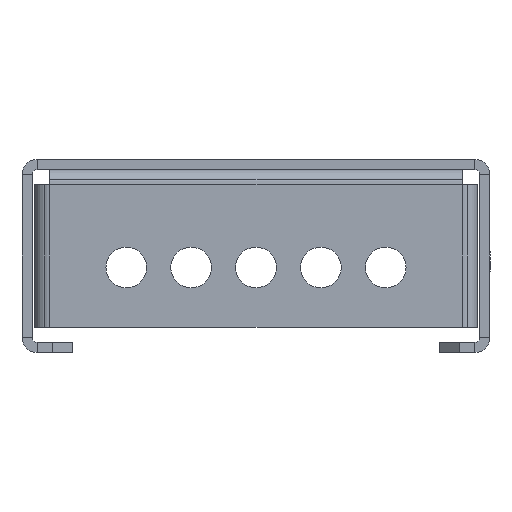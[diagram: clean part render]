
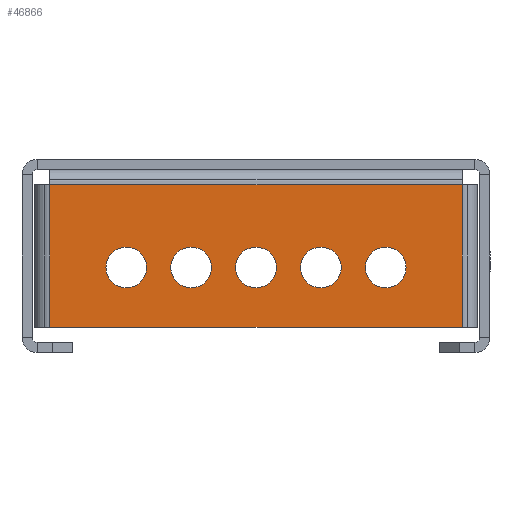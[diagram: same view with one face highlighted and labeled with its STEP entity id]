
A CAD part, front view. The second image highlights one B-rep face of the part: STEP entity #46866.
In plain terms, the highlighted planar face has unit normal (0, -1, 0).
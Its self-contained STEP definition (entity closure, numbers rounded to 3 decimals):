
#872 = CIRCLE ( 'NONE', #2553, 4. ) ;
#2423 = VECTOR ( 'NONE', #5442, 1000. ) ;
#2553 = AXIS2_PLACEMENT_3D ( 'NONE', #101045, #29825, #6992 ) ;
#2606 = DIRECTION ( 'NONE',  ( 0., 0., 1. ) ) ;
#2900 = AXIS2_PLACEMENT_3D ( 'NONE', #89150, #66870, #58584 ) ;
#3276 = ORIENTED_EDGE ( 'NONE', *, *, #38300, .T. ) ;
#3465 = VECTOR ( 'NONE', #5317, 1000. ) ;
#3545 = CARTESIAN_POINT ( 'NONE',  ( 0., -845.25, -25.25 ) ) ;
#4321 = VERTEX_POINT ( 'NONE', #97096 ) ;
#5317 = DIRECTION ( 'NONE',  ( -1., 0., 0. ) ) ;
#5442 = DIRECTION ( 'NONE',  ( -1., 0., 0. ) ) ;
#5684 = DIRECTION ( 'NONE',  ( 0., 1., 0. ) ) ;
#6052 = DIRECTION ( 'NONE',  ( 0., 0., -1. ) ) ;
#6992 = DIRECTION ( 'NONE',  ( 0., 0., -1. ) ) ;
#10238 = EDGE_CURVE ( 'NONE', #38141, #56590, #94350, .T. ) ;
#10364 = FACE_BOUND ( 'NONE', #91654, .T. ) ;
#10534 = AXIS2_PLACEMENT_3D ( 'NONE', #102597, #78145, #64170 ) ;
#12465 = ORIENTED_EDGE ( 'NONE', *, *, #69751, .T. ) ;
#13565 = DIRECTION ( 'NONE',  ( 0., 1., 0. ) ) ;
#13912 = CARTESIAN_POINT ( 'NONE',  ( -12.75, -845.25, -21.25 ) ) ;
#14921 = CARTESIAN_POINT ( 'NONE',  ( -12.75, -845.25, -17.25 ) ) ;
#16801 = DIRECTION ( 'NONE',  ( 0., 0., -1. ) ) ;
#17425 = ORIENTED_EDGE ( 'NONE', *, *, #95710, .T. ) ;
#18750 = CIRCLE ( 'NONE', #81745, 4. ) ;
#19446 = EDGE_LOOP ( 'NONE', ( #31589, #17425 ) ) ;
#19694 = DIRECTION ( 'NONE',  ( 0., -1., 0. ) ) ;
#20711 = DIRECTION ( 'NONE',  ( 0., 0., -1. ) ) ;
#25515 = EDGE_CURVE ( 'NONE', #78218, #49544, #100164, .T. ) ;
#25885 = DIRECTION ( 'NONE',  ( 0., 0., -1. ) ) ;
#26124 = CIRCLE ( 'NONE', #2900, 4. ) ;
#26918 = VERTEX_POINT ( 'NONE', #68650 ) ;
#28053 = CIRCLE ( 'NONE', #91040, 4. ) ;
#29197 = EDGE_CURVE ( 'NONE', #54171, #82703, #99316, .T. ) ;
#29825 = DIRECTION ( 'NONE',  ( 0., 1., 0. ) ) ;
#30169 = CARTESIAN_POINT ( 'NONE',  ( 40.5, -845.25, -5. ) ) ;
#31277 = AXIS2_PLACEMENT_3D ( 'NONE', #48535, #96247, #80100 ) ;
#31589 = ORIENTED_EDGE ( 'NONE', *, *, #37286, .T. ) ;
#32448 = EDGE_LOOP ( 'NONE', ( #95420, #101597 ) ) ;
#32630 = CIRCLE ( 'NONE', #75814, 4. ) ;
#36973 = CARTESIAN_POINT ( 'NONE',  ( -25.5, -845.25, -17.25 ) ) ;
#37286 = EDGE_CURVE ( 'NONE', #78637, #40454, #872, .T. ) ;
#38141 = VERTEX_POINT ( 'NONE', #67836 ) ;
#38300 = EDGE_CURVE ( 'NONE', #49544, #78218, #32630, .T. ) ;
#38669 = EDGE_CURVE ( 'NONE', #89515, #74993, #26124, .T. ) ;
#38721 = ORIENTED_EDGE ( 'NONE', *, *, #38669, .T. ) ;
#40258 = EDGE_CURVE ( 'NONE', #99562, #51197, #28053, .T. ) ;
#40454 = VERTEX_POINT ( 'NONE', #36973 ) ;
#40583 = EDGE_CURVE ( 'NONE', #4321, #26918, #57251, .T. ) ;
#41714 = AXIS2_PLACEMENT_3D ( 'NONE', #59246, #19694, #51451 ) ;
#42102 = FACE_BOUND ( 'NONE', #75056, .T. ) ;
#43137 = FACE_BOUND ( 'NONE', #19446, .T. ) ;
#43637 = FACE_BOUND ( 'NONE', #32448, .T. ) ;
#45257 = ORIENTED_EDGE ( 'NONE', *, *, #10238, .T. ) ;
#45554 = CARTESIAN_POINT ( 'NONE',  ( 12.75, -845.25, -21.25 ) ) ;
#45613 = CIRCLE ( 'NONE', #78685, 4. ) ;
#46866 = ADVANCED_FACE ( 'NONE', ( #10364, #43137, #51965, #43637, #42102, #74768 ), #81487, .T. ) ;
#48535 = CARTESIAN_POINT ( 'NONE',  ( -12.75, -845.25, -21.25 ) ) ;
#49053 = DIRECTION ( 'NONE',  ( 0., 1., 0. ) ) ;
#49544 = VERTEX_POINT ( 'NONE', #73369 ) ;
#49844 = CARTESIAN_POINT ( 'NONE',  ( 0., -845.25, -21.25 ) ) ;
#49948 = AXIS2_PLACEMENT_3D ( 'NONE', #63573, #49053, #89433 ) ;
#50534 = CARTESIAN_POINT ( 'NONE',  ( -25.5, -845.25, -25.25 ) ) ;
#50782 = ORIENTED_EDGE ( 'NONE', *, *, #68362, .F. ) ;
#51197 = VERTEX_POINT ( 'NONE', #70476 ) ;
#51451 = DIRECTION ( 'NONE',  ( 0., 0., 1. ) ) ;
#51915 = EDGE_LOOP ( 'NONE', ( #45257, #72947, #71187, #50782 ) ) ;
#51965 = FACE_BOUND ( 'NONE', #83693, .T. ) ;
#54171 = VERTEX_POINT ( 'NONE', #14921 ) ;
#54190 = EDGE_CURVE ( 'NONE', #82703, #54171, #45613, .T. ) ;
#56408 = CARTESIAN_POINT ( 'NONE',  ( 25.5, -845.25, -21.25 ) ) ;
#56590 = VERTEX_POINT ( 'NONE', #86890 ) ;
#57145 = VECTOR ( 'NONE', #93832, 1000. ) ;
#57251 = LINE ( 'NONE', #88801, #58079 ) ;
#58079 = VECTOR ( 'NONE', #2606, 1000. ) ;
#58584 = DIRECTION ( 'NONE',  ( 0., 0., -1. ) ) ;
#59246 = CARTESIAN_POINT ( 'NONE',  ( 0., -845.25, -2. ) ) ;
#60412 = AXIS2_PLACEMENT_3D ( 'NONE', #49844, #65910, #25885 ) ;
#60701 = ORIENTED_EDGE ( 'NONE', *, *, #25515, .T. ) ;
#61559 = CARTESIAN_POINT ( 'NONE',  ( -43.5, -845.25, -33. ) ) ;
#63573 = CARTESIAN_POINT ( 'NONE',  ( -25.5, -845.25, -21.25 ) ) ;
#63957 = CARTESIAN_POINT ( 'NONE',  ( 12.75, -845.25, -25.25 ) ) ;
#64170 = DIRECTION ( 'NONE',  ( 0., 0., -1. ) ) ;
#65165 = DIRECTION ( 'NONE',  ( 0., 1., 0. ) ) ;
#65595 = ORIENTED_EDGE ( 'NONE', *, *, #40258, .T. ) ;
#65910 = DIRECTION ( 'NONE',  ( 0., 1., 0. ) ) ;
#66870 = DIRECTION ( 'NONE',  ( 0., 1., 0. ) ) ;
#67836 = CARTESIAN_POINT ( 'NONE',  ( 40.5, -845.25, -33. ) ) ;
#68362 = EDGE_CURVE ( 'NONE', #38141, #4321, #94721, .T. ) ;
#68650 = CARTESIAN_POINT ( 'NONE',  ( -40.5, -845.25, -5. ) ) ;
#69751 = EDGE_CURVE ( 'NONE', #51197, #99562, #85224, .T. ) ;
#70476 = CARTESIAN_POINT ( 'NONE',  ( 0., -845.25, -17.25 ) ) ;
#71187 = ORIENTED_EDGE ( 'NONE', *, *, #40583, .F. ) ;
#72282 = ORIENTED_EDGE ( 'NONE', *, *, #77460, .T. ) ;
#72947 = ORIENTED_EDGE ( 'NONE', *, *, #95943, .T. ) ;
#73369 = CARTESIAN_POINT ( 'NONE',  ( 25.5, -845.25, -25.25 ) ) ;
#74768 = FACE_OUTER_BOUND ( 'NONE', #51915, .T. ) ;
#74993 = VERTEX_POINT ( 'NONE', #98401 ) ;
#75056 = EDGE_LOOP ( 'NONE', ( #38721, #72282 ) ) ;
#75814 = AXIS2_PLACEMENT_3D ( 'NONE', #56408, #65165, #16801 ) ;
#77186 = DIRECTION ( 'NONE',  ( 0., 1., 0. ) ) ;
#77460 = EDGE_CURVE ( 'NONE', #74993, #89515, #18750, .T. ) ;
#77702 = CARTESIAN_POINT ( 'NONE',  ( 25.5, -845.25, -17.25 ) ) ;
#78145 = DIRECTION ( 'NONE',  ( 0., 1., 0. ) ) ;
#78218 = VERTEX_POINT ( 'NONE', #77702 ) ;
#78637 = VERTEX_POINT ( 'NONE', #50534 ) ;
#78685 = AXIS2_PLACEMENT_3D ( 'NONE', #13912, #5684, #20711 ) ;
#80100 = DIRECTION ( 'NONE',  ( 0., 0., -1. ) ) ;
#81487 = PLANE ( 'NONE',  #41714 ) ;
#81745 = AXIS2_PLACEMENT_3D ( 'NONE', #45554, #77186, #6052 ) ;
#82703 = VERTEX_POINT ( 'NONE', #89391 ) ;
#83693 = EDGE_LOOP ( 'NONE', ( #65595, #12465 ) ) ;
#84706 = CIRCLE ( 'NONE', #49948, 4. ) ;
#85224 = CIRCLE ( 'NONE', #60412, 4. ) ;
#86890 = CARTESIAN_POINT ( 'NONE',  ( 40.5, -845.25, -5. ) ) ;
#88801 = CARTESIAN_POINT ( 'NONE',  ( -40.5, -845.25, -5. ) ) ;
#89150 = CARTESIAN_POINT ( 'NONE',  ( 12.75, -845.25, -21.25 ) ) ;
#89391 = CARTESIAN_POINT ( 'NONE',  ( -12.75, -845.25, -25.25 ) ) ;
#89433 = DIRECTION ( 'NONE',  ( 0., 0., -1. ) ) ;
#89515 = VERTEX_POINT ( 'NONE', #63957 ) ;
#91040 = AXIS2_PLACEMENT_3D ( 'NONE', #93024, #13565, #99837 ) ;
#91654 = EDGE_LOOP ( 'NONE', ( #3276, #60701 ) ) ;
#93024 = CARTESIAN_POINT ( 'NONE',  ( 0., -845.25, -21.25 ) ) ;
#93832 = DIRECTION ( 'NONE',  ( 0., 0., 1. ) ) ;
#94350 = LINE ( 'NONE', #101648, #57145 ) ;
#94593 = LINE ( 'NONE', #30169, #3465 ) ;
#94721 = LINE ( 'NONE', #61559, #2423 ) ;
#95420 = ORIENTED_EDGE ( 'NONE', *, *, #54190, .T. ) ;
#95710 = EDGE_CURVE ( 'NONE', #40454, #78637, #84706, .T. ) ;
#95943 = EDGE_CURVE ( 'NONE', #56590, #26918, #94593, .T. ) ;
#96247 = DIRECTION ( 'NONE',  ( 0., 1., 0. ) ) ;
#97096 = CARTESIAN_POINT ( 'NONE',  ( -40.5, -845.25, -33. ) ) ;
#98401 = CARTESIAN_POINT ( 'NONE',  ( 12.75, -845.25, -17.25 ) ) ;
#99316 = CIRCLE ( 'NONE', #31277, 4. ) ;
#99562 = VERTEX_POINT ( 'NONE', #3545 ) ;
#99837 = DIRECTION ( 'NONE',  ( 0., 0., -1. ) ) ;
#100164 = CIRCLE ( 'NONE', #10534, 4. ) ;
#101045 = CARTESIAN_POINT ( 'NONE',  ( -25.5, -845.25, -21.25 ) ) ;
#101597 = ORIENTED_EDGE ( 'NONE', *, *, #29197, .T. ) ;
#101648 = CARTESIAN_POINT ( 'NONE',  ( 40.5, -845.25, -33. ) ) ;
#102597 = CARTESIAN_POINT ( 'NONE',  ( 25.5, -845.25, -21.25 ) ) ;
